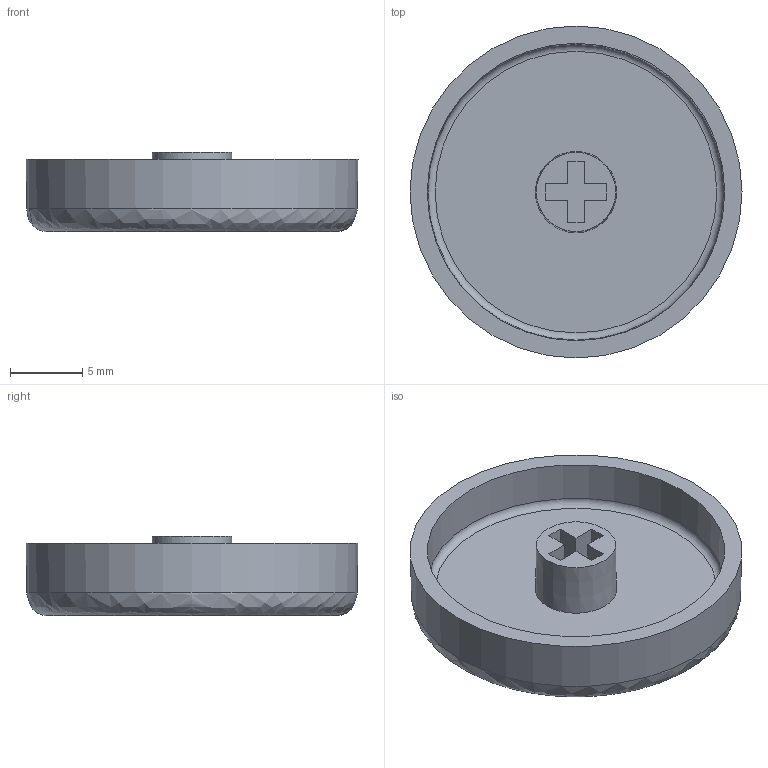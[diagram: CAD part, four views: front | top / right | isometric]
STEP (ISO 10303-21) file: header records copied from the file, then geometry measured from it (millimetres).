
FILE_DESCRIPTION(/* description */ (''),/* implementation_level */ '2;1');
FILE_NAME(/* name */ 'mx_cap_small_notab.step',/* time_stamp */ '2024-02-24T16:06:41-08:00',/* author */ (''),/* organization */ (''),/* preprocessor_version */ 'ST-DEVELOPER v20',/* originating_system */ 'Autodesk Translation Framework v12.20.1.177',/* authorisation */ '');
FILE_SCHEMA (('AUTOMOTIVE_DESIGN { 1 0 10303 214 3 1 1 }'));
Length unit declared in the file: millimetre
Products named in the file (1): (Unsaved)
Bounding box: 22.92 x 22.92 x 5.5 mm (x, y, z)
Volume: 990.4 mm3; surface area: 1461 mm2
Topology: 1 solids, 1 shells, 23 faces, 51 edges, 33 vertices
Faces by surface type: plane 17, cone 3, cylinder 1, bspline 1, torus 1
Full cylindrical faces by diameter (mm): 20.425 x1
Entity records: 748 total; most frequent: CARTESIAN_POINT 188, DIRECTION 108, ORIENTED_EDGE 102, EDGE_CURVE 51, LINE 40, VECTOR 40, AXIS2_PLACEMENT_3D 34, VERTEX_POINT 33
